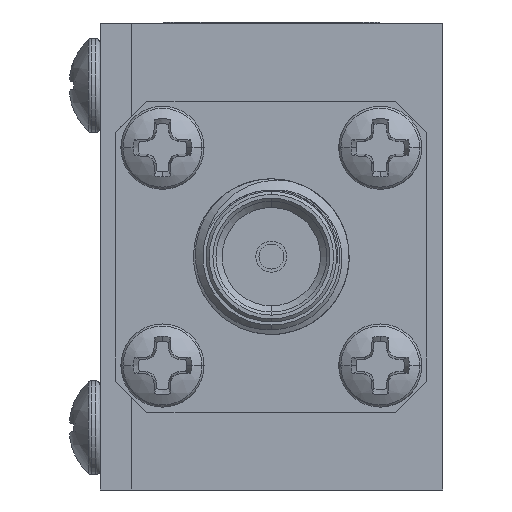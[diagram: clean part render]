
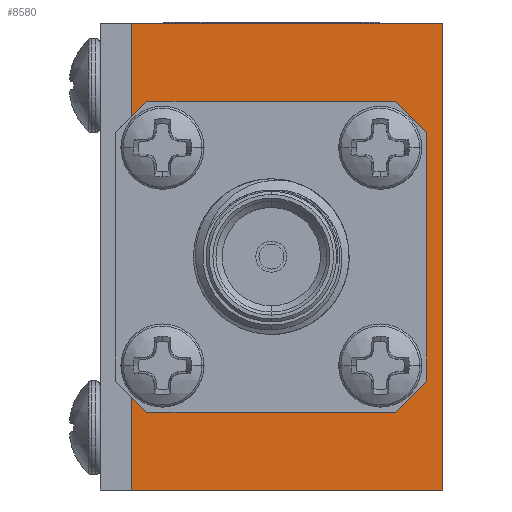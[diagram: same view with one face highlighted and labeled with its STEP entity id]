
A CAD part, left-side view. The second image highlights one B-rep face of the part: STEP entity #8580.
In plain terms, the highlighted planar face has unit normal (-1, 0, 0).
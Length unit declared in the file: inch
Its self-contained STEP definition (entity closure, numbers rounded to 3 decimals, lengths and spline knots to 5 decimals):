
#82 = VERTEX_POINT ( 'NONE', #38642 ) ;
#2096 = EDGE_CURVE ( 'NONE', #6642, #3495, #36696, .T. ) ;
#2355 = CARTESIAN_POINT ( 'NONE',  ( -0.55, -0.225, 0.225 ) ) ;
#2759 = VECTOR ( 'NONE', #39150, 39.37008 ) ;
#3495 = VERTEX_POINT ( 'NONE', #33340 ) ;
#4244 = ORIENTED_EDGE ( 'NONE', *, *, #31881, .F. ) ;
#4695 = VERTEX_POINT ( 'NONE', #19756 ) ;
#5453 = DIRECTION ( 'NONE',  ( 0., 0., 1. ) ) ;
#5962 = CARTESIAN_POINT ( 'NONE',  ( -0.55, -0.275, -0.375 ) ) ;
#6291 = ORIENTED_EDGE ( 'NONE', *, *, #10547, .T. ) ;
#6617 = LINE ( 'NONE', #14117, #2759 ) ;
#6642 = VERTEX_POINT ( 'NONE', #18202 ) ;
#7583 = EDGE_CURVE ( 'NONE', #30189, #33225, #30675, .T. ) ;
#7679 = EDGE_CURVE ( 'NONE', #29322, #17650, #20520, .T. ) ;
#8580 = ADVANCED_FACE ( 'NONE', ( #27705 ), #39647, .F. ) ;
#10080 = CARTESIAN_POINT ( 'NONE',  ( -0.55, -0.275, 0.375 ) ) ;
#10547 = EDGE_CURVE ( 'NONE', #30189, #82, #34845, .T. ) ;
#10694 = EDGE_CURVE ( 'NONE', #29172, #3495, #28639, .T. ) ;
#11328 = VECTOR ( 'NONE', #35836, 39.37008 ) ;
#11393 = VECTOR ( 'NONE', #26502, 39.37008 ) ;
#11890 = VECTOR ( 'NONE', #21099, 39.37008 ) ;
#12077 = DIRECTION ( 'NONE',  ( 0., 0., -1. ) ) ;
#13045 = CARTESIAN_POINT ( 'NONE',  ( -0.55, -0.25, -0.2 ) ) ;
#14088 = DIRECTION ( 'NONE',  ( 0., 1., 0. ) ) ;
#14117 = CARTESIAN_POINT ( 'NONE',  ( -0.55, -0.275, 0.375 ) ) ;
#15170 = ORIENTED_EDGE ( 'NONE', *, *, #25549, .T. ) ;
#15239 = LINE ( 'NONE', #20665, #24865 ) ;
#15559 = CARTESIAN_POINT ( 'NONE',  ( -0.55, -0.275, 0.375 ) ) ;
#15611 = EDGE_CURVE ( 'NONE', #17650, #34918, #6617, .T. ) ;
#16229 = VERTEX_POINT ( 'NONE', #32657 ) ;
#17205 = LINE ( 'NONE', #23902, #30249 ) ;
#17298 = CARTESIAN_POINT ( 'NONE',  ( -0.55, -0.225, -0.225 ) ) ;
#17405 = ORIENTED_EDGE ( 'NONE', *, *, #2096, .F. ) ;
#17650 = VERTEX_POINT ( 'NONE', #20075 ) ;
#18097 = VECTOR ( 'NONE', #27749, 39.37008 ) ;
#18202 = CARTESIAN_POINT ( 'NONE',  ( -0.55, 0.2, -0.25 ) ) ;
#18512 = CARTESIAN_POINT ( 'NONE',  ( -0.55, -0.2, 0.25 ) ) ;
#18658 = DIRECTION ( 'NONE',  ( 1., 0., 0. ) ) ;
#18935 = CARTESIAN_POINT ( 'NONE',  ( -0.55, 0.225, -0.375 ) ) ;
#19035 = CARTESIAN_POINT ( 'NONE',  ( -0.55, 0.2, 0.25 ) ) ;
#19756 = CARTESIAN_POINT ( 'NONE',  ( -0.55, -0.275, -0.375 ) ) ;
#19834 = CARTESIAN_POINT ( 'NONE',  ( -0.55, -0.25, -0.25 ) ) ;
#20075 = CARTESIAN_POINT ( 'NONE',  ( -0.55, 0.225, 0.375 ) ) ;
#20078 = LINE ( 'NONE', #21230, #11890 ) ;
#20107 = CARTESIAN_POINT ( 'NONE',  ( -0.55, -0.275, 0.375 ) ) ;
#20133 = DIRECTION ( 'NONE',  ( 0., 0.707, -0.707 ) ) ;
#20301 = CARTESIAN_POINT ( 'NONE',  ( -0.55, 0.225, 0.375 ) ) ;
#20454 = ORIENTED_EDGE ( 'NONE', *, *, #32298, .F. ) ;
#20520 = LINE ( 'NONE', #20301, #11393 ) ;
#20665 = CARTESIAN_POINT ( 'NONE',  ( -0.55, 0.225, 0.225 ) ) ;
#21000 = LINE ( 'NONE', #5962, #18097 ) ;
#21099 = DIRECTION ( 'NONE',  ( 0., 0., 1. ) ) ;
#21230 = CARTESIAN_POINT ( 'NONE',  ( -0.55, 0.225, 0.375 ) ) ;
#22630 = ORIENTED_EDGE ( 'NONE', *, *, #35148, .T. ) ;
#23654 = ORIENTED_EDGE ( 'NONE', *, *, #7679, .F. ) ;
#23830 = VECTOR ( 'NONE', #20133, 39.37008 ) ;
#23902 = CARTESIAN_POINT ( 'NONE',  ( -0.55, -0.25, -0.25 ) ) ;
#24865 = VECTOR ( 'NONE', #39095, 39.37008 ) ;
#25008 = ORIENTED_EDGE ( 'NONE', *, *, #15611, .F. ) ;
#25549 = EDGE_CURVE ( 'NONE', #6642, #16229, #30088, .T. ) ;
#26030 = DIRECTION ( 'NONE',  ( 0., 0.707, 0.707 ) ) ;
#26502 = DIRECTION ( 'NONE',  ( 0., 0., 1. ) ) ;
#26533 = AXIS2_PLACEMENT_3D ( 'NONE', #15559, #18658, #12077 ) ;
#26742 = ORIENTED_EDGE ( 'NONE', *, *, #33056, .T. ) ;
#26870 = VECTOR ( 'NONE', #38052, 39.37008 ) ;
#27705 = FACE_OUTER_BOUND ( 'NONE', #39687, .T. ) ;
#27749 = DIRECTION ( 'NONE',  ( 0., -1., 0. ) ) ;
#27787 = VECTOR ( 'NONE', #14088, 39.37008 ) ;
#28528 = ORIENTED_EDGE ( 'NONE', *, *, #7583, .F. ) ;
#28639 = LINE ( 'NONE', #17298, #23830 ) ;
#29172 = VERTEX_POINT ( 'NONE', #13045 ) ;
#29322 = VERTEX_POINT ( 'NONE', #30009 ) ;
#30009 = CARTESIAN_POINT ( 'NONE',  ( -0.55, 0.225, 0.225 ) ) ;
#30088 = LINE ( 'NONE', #32331, #33422 ) ;
#30189 = VERTEX_POINT ( 'NONE', #18512 ) ;
#30249 = VECTOR ( 'NONE', #5453, 39.37008 ) ;
#30603 = ORIENTED_EDGE ( 'NONE', *, *, #32735, .F. ) ;
#30675 = LINE ( 'NONE', #35910, #27787 ) ;
#31881 = EDGE_CURVE ( 'NONE', #29172, #82, #17205, .T. ) ;
#31931 = DIRECTION ( 'NONE',  ( 0., -1., 0. ) ) ;
#32298 = EDGE_CURVE ( 'NONE', #34918, #4695, #35059, .T. ) ;
#32331 = CARTESIAN_POINT ( 'NONE',  ( -0.55, 0.225, -0.225 ) ) ;
#32657 = CARTESIAN_POINT ( 'NONE',  ( -0.55, 0.225, -0.225 ) ) ;
#32735 = EDGE_CURVE ( 'NONE', #39053, #16229, #20078, .T. ) ;
#33056 = EDGE_CURVE ( 'NONE', #29322, #33225, #15239, .T. ) ;
#33225 = VERTEX_POINT ( 'NONE', #19035 ) ;
#33340 = CARTESIAN_POINT ( 'NONE',  ( -0.55, -0.2, -0.25 ) ) ;
#33345 = VECTOR ( 'NONE', #31931, 39.37008 ) ;
#33422 = VECTOR ( 'NONE', #26030, 39.37008 ) ;
#34845 = LINE ( 'NONE', #2355, #11328 ) ;
#34918 = VERTEX_POINT ( 'NONE', #20107 ) ;
#35059 = LINE ( 'NONE', #10080, #26870 ) ;
#35148 = EDGE_CURVE ( 'NONE', #39053, #4695, #21000, .T. ) ;
#35836 = DIRECTION ( 'NONE',  ( 0., -0.707, -0.707 ) ) ;
#35910 = CARTESIAN_POINT ( 'NONE',  ( -0.55, -0.25, 0.25 ) ) ;
#36696 = LINE ( 'NONE', #19834, #33345 ) ;
#38052 = DIRECTION ( 'NONE',  ( 0., 0., -1. ) ) ;
#38642 = CARTESIAN_POINT ( 'NONE',  ( -0.55, -0.25, 0.2 ) ) ;
#39053 = VERTEX_POINT ( 'NONE', #18935 ) ;
#39095 = DIRECTION ( 'NONE',  ( 0., -0.707, 0.707 ) ) ;
#39150 = DIRECTION ( 'NONE',  ( 0., -1., 0. ) ) ;
#39471 = ORIENTED_EDGE ( 'NONE', *, *, #10694, .T. ) ;
#39647 = PLANE ( 'NONE',  #26533 ) ;
#39687 = EDGE_LOOP ( 'NONE', ( #23654, #26742, #28528, #6291, #4244, #39471, #17405, #15170, #30603, #22630, #20454, #25008 ) ) ;
